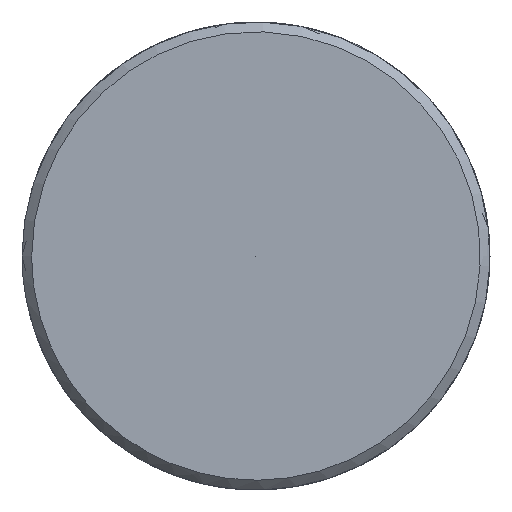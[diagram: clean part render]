
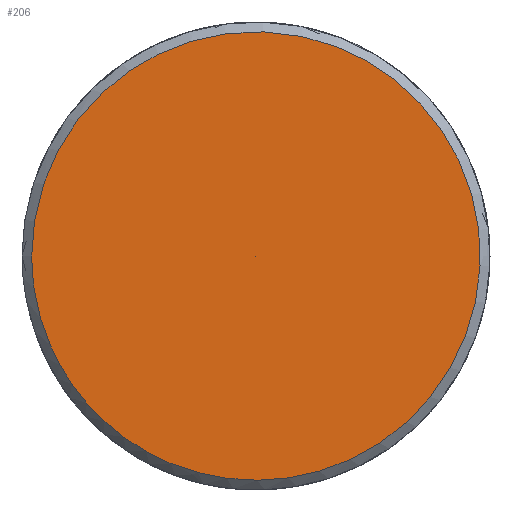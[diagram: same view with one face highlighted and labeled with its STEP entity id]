
A CAD part, left-side view. The second image highlights one B-rep face of the part: STEP entity #206.
In plain terms, the highlighted free-form (B-spline) face has degree [5, 1] with [6, 2] control points.
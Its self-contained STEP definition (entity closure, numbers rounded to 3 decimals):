
#126 = CARTESIAN_POINT ('', (-120., 5.75, 0.));
#127 = VERTEX_POINT ('', #126);
#145 = CARTESIAN_POINT ('', (-120., 5.75, 0.));
#146 = CARTESIAN_POINT ('', (-120., 5.75, 23.));
#147 = CARTESIAN_POINT ('', (-120., -17.25, 11.5));
#148 = CARTESIAN_POINT ('', (-120., -17.25, -11.5));
#149 = CARTESIAN_POINT ('', (-120., 5.75, -23.));
#150 = CARTESIAN_POINT ('', (-120., 5.75, 0.));
#151 = (
   BOUNDED_CURVE ()
   B_SPLINE_CURVE (5, (#145, #146, #147, #148, #149, #150), .UNSPECIFIED., .T., .U.)
   B_SPLINE_CURVE_WITH_KNOTS ((6, 6), (0., 1.), .UNSPECIFIED.)
   CURVE ()
   GEOMETRIC_REPRESENTATION_ITEM ()
   RATIONAL_B_SPLINE_CURVE ((5., 1., 1., 1., 1., 5.))
   REPRESENTATION_ITEM ('')
);
#152 = EDGE_CURVE ('', #127, #127, #151, .T.);
#182 = CARTESIAN_POINT ('', (-120., 0., 0.));
#183 = VERTEX_POINT ('', #182);
#184 = CARTESIAN_POINT ('', (-120., 5.75, 0.));
#185 = CARTESIAN_POINT ('', (-120., 0., 0.));
#186 = B_SPLINE_CURVE_WITH_KNOTS ('', 1, (#184, #185), .UNSPECIFIED., .F., .U., (2, 2), (0., 1.), .UNSPECIFIED.);
#187 = EDGE_CURVE ('', #127, #183, #186, .T.);
#188 = ORIENTED_EDGE ('', *, *, #187, .F.);
#189 = ORIENTED_EDGE ('', *, *, #152, .T.);
#190 = ORIENTED_EDGE ('', *, *, #187, .T.);
#191 = EDGE_LOOP ('', (#188, #189, #190));
#192 = FACE_OUTER_BOUND ('', #191, .F.);
#193 = CARTESIAN_POINT ('', (-120., 5.75, 0.));
#194 = CARTESIAN_POINT ('', (-120., 0., 0.));
#195 = CARTESIAN_POINT ('', (-120., 5.75, 23.));
#196 = CARTESIAN_POINT ('', (-120., 0., 0.));
#197 = CARTESIAN_POINT ('', (-120., -17.25, 11.5));
#198 = CARTESIAN_POINT ('', (-120., 0., 0.));
#199 = CARTESIAN_POINT ('', (-120., -17.25, -11.5));
#200 = CARTESIAN_POINT ('', (-120., 0., 0.));
#201 = CARTESIAN_POINT ('', (-120., 5.75, -23.));
#202 = CARTESIAN_POINT ('', (-120., 0., 0.));
#203 = CARTESIAN_POINT ('', (-120., 5.75, 0.));
#204 = CARTESIAN_POINT ('', (-120., 0., 0.));
#205 = (
   BOUNDED_SURFACE ()
   B_SPLINE_SURFACE (5, 1, ((#193, #194), (#195, #196), (#197, #198), (#199, #200), (#201, #202), (#203, #204)), .UNSPECIFIED., .T., .F., .U.)
   B_SPLINE_SURFACE_WITH_KNOTS ((6, 6), (2, 2), (0., 1.), (0., 1.), .UNSPECIFIED.)
   SURFACE ()
   GEOMETRIC_REPRESENTATION_ITEM ()
   RATIONAL_B_SPLINE_SURFACE (((5., 5.), (1., 1.), (1., 1.), (1., 1.), (1., 1.), (5., 5.)))
   REPRESENTATION_ITEM ('')
);
#206 = ADVANCED_FACE ('', (#192), #205, .F.);
